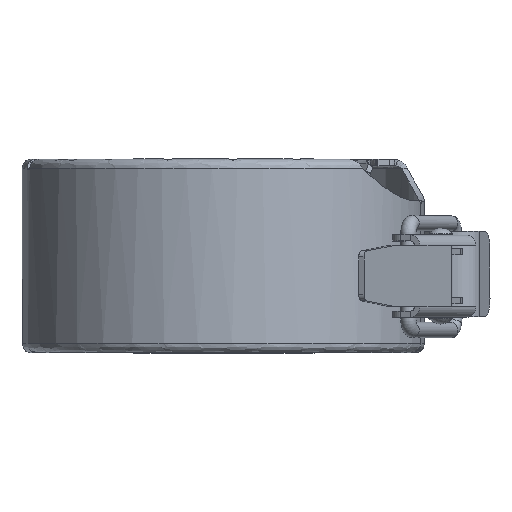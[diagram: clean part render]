
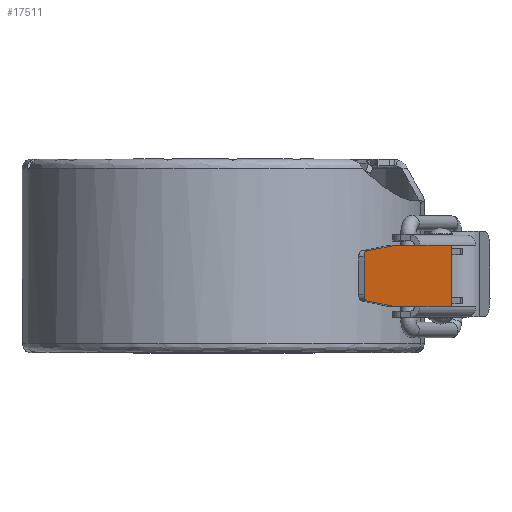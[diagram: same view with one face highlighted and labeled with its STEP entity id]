
A CAD part, top view. The second image highlights one B-rep face of the part: STEP entity #17511.
In plain terms, the highlighted planar face has unit normal (0.87, 0, 0.494).
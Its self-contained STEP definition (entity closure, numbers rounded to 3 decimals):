
#241=CIRCLE('',#18319,1.);
#242=CIRCLE('',#18320,1.);
#847=PLANE('',#18318);
#1784=FACE_OUTER_BOUND('',#2760,.T.);
#2760=EDGE_LOOP('',(#15453,#15454,#15455,#15456,#15457,#15458,#15459,#15460,
#15461,#15462));
#3784=LINE('',#70755,#4833);
#3785=LINE('',#70757,#4834);
#3786=LINE('',#70759,#4835);
#3787=LINE('',#70761,#4836);
#3788=LINE('',#70763,#4837);
#3789=LINE('',#70767,#4838);
#3790=LINE('',#70771,#4839);
#3791=LINE('',#70772,#4840);
#4833=VECTOR('',#20790,1000.);
#4834=VECTOR('',#20791,1000.);
#4835=VECTOR('',#20792,1000.);
#4836=VECTOR('',#20793,1000.);
#4837=VECTOR('',#20794,1000.);
#4838=VECTOR('',#20797,1000.);
#4839=VECTOR('',#20800,1000.);
#4840=VECTOR('',#20801,1000.);
#7602=VERTEX_POINT('',#70753);
#7603=VERTEX_POINT('',#70754);
#7604=VERTEX_POINT('',#70756);
#7605=VERTEX_POINT('',#70758);
#7606=VERTEX_POINT('',#70760);
#7607=VERTEX_POINT('',#70762);
#7608=VERTEX_POINT('',#70764);
#7609=VERTEX_POINT('',#70766);
#7610=VERTEX_POINT('',#70768);
#7611=VERTEX_POINT('',#70770);
#10238=EDGE_CURVE('',#7602,#7603,#3784,.T.);
#10239=EDGE_CURVE('',#7602,#7604,#3785,.T.);
#10240=EDGE_CURVE('',#7604,#7605,#3786,.T.);
#10241=EDGE_CURVE('',#7605,#7606,#3787,.T.);
#10242=EDGE_CURVE('',#7606,#7607,#3788,.T.);
#10243=EDGE_CURVE('',#7607,#7608,#241,.T.);
#10244=EDGE_CURVE('',#7608,#7609,#3789,.T.);
#10245=EDGE_CURVE('',#7609,#7610,#242,.T.);
#10246=EDGE_CURVE('',#7610,#7611,#3790,.T.);
#10247=EDGE_CURVE('',#7611,#7603,#3791,.T.);
#15453=ORIENTED_EDGE('',*,*,#10238,.F.);
#15454=ORIENTED_EDGE('',*,*,#10239,.T.);
#15455=ORIENTED_EDGE('',*,*,#10240,.T.);
#15456=ORIENTED_EDGE('',*,*,#10241,.T.);
#15457=ORIENTED_EDGE('',*,*,#10242,.T.);
#15458=ORIENTED_EDGE('',*,*,#10243,.T.);
#15459=ORIENTED_EDGE('',*,*,#10244,.T.);
#15460=ORIENTED_EDGE('',*,*,#10245,.T.);
#15461=ORIENTED_EDGE('',*,*,#10246,.T.);
#15462=ORIENTED_EDGE('',*,*,#10247,.T.);
#17511=ADVANCED_FACE('',(#1784),#847,.T.);
#18318=AXIS2_PLACEMENT_3D('',#70752,#20788,#20789);
#18319=AXIS2_PLACEMENT_3D('',#70765,#20795,#20796);
#18320=AXIS2_PLACEMENT_3D('',#70769,#20798,#20799);
#20788=DIRECTION('center_axis',(0.869,0.,0.494));
#20789=DIRECTION('ref_axis',(0.494,0.,-0.869));
#20790=DIRECTION('',(-0.494,0.,0.869));
#20791=DIRECTION('',(0.,1.,0.));
#20792=DIRECTION('',(-0.494,0.,0.869));
#20793=DIRECTION('',(-0.494,0.,0.869));
#20794=DIRECTION('',(-0.492,-0.1,0.865));
#20795=DIRECTION('center_axis',(0.869,0.,0.494));
#20796=DIRECTION('ref_axis',(-0.494,0.,0.869));
#20797=DIRECTION('',(0.,-1.,0.));
#20798=DIRECTION('center_axis',(0.869,0.,0.494));
#20799=DIRECTION('ref_axis',(0.494,0.,-0.869));
#20800=DIRECTION('',(0.492,-0.1,-0.865));
#20801=DIRECTION('',(0.494,0.,-0.869));
#70752=CARTESIAN_POINT('Origin',(-342.397,231.308,999.494));
#70753=CARTESIAN_POINT('',(-344.867,216.241,1003.841));
#70754=CARTESIAN_POINT('',(-350.054,216.241,1012.97));
#70755=CARTESIAN_POINT('',(-342.397,216.241,999.494));
#70756=CARTESIAN_POINT('',(-344.867,226.241,1003.841));
#70757=CARTESIAN_POINT('',(-344.867,216.241,1003.841));
#70758=CARTESIAN_POINT('',(-350.054,226.241,1012.97));
#70759=CARTESIAN_POINT('',(-342.397,226.241,999.494));
#70760=CARTESIAN_POINT('',(-354.253,226.241,1020.361));
#70761=CARTESIAN_POINT('',(-354.253,226.241,1020.361));
#70762=CARTESIAN_POINT('',(-358.748,225.331,1028.272));
#70763=CARTESIAN_POINT('',(-358.748,225.331,1028.272));
#70764=CARTESIAN_POINT('',(-359.193,224.336,1029.055));
#70765=CARTESIAN_POINT('Origin',(-358.699,224.336,1028.186));
#70766=CARTESIAN_POINT('',(-359.193,218.146,1029.055));
#70767=CARTESIAN_POINT('',(-359.193,218.146,1029.055));
#70768=CARTESIAN_POINT('',(-358.748,217.151,1028.272));
#70769=CARTESIAN_POINT('Origin',(-358.699,218.146,1028.186));
#70770=CARTESIAN_POINT('',(-354.253,216.241,1020.361));
#70771=CARTESIAN_POINT('',(-358.748,217.151,1028.272));
#70772=CARTESIAN_POINT('',(-354.253,216.241,1020.361));
